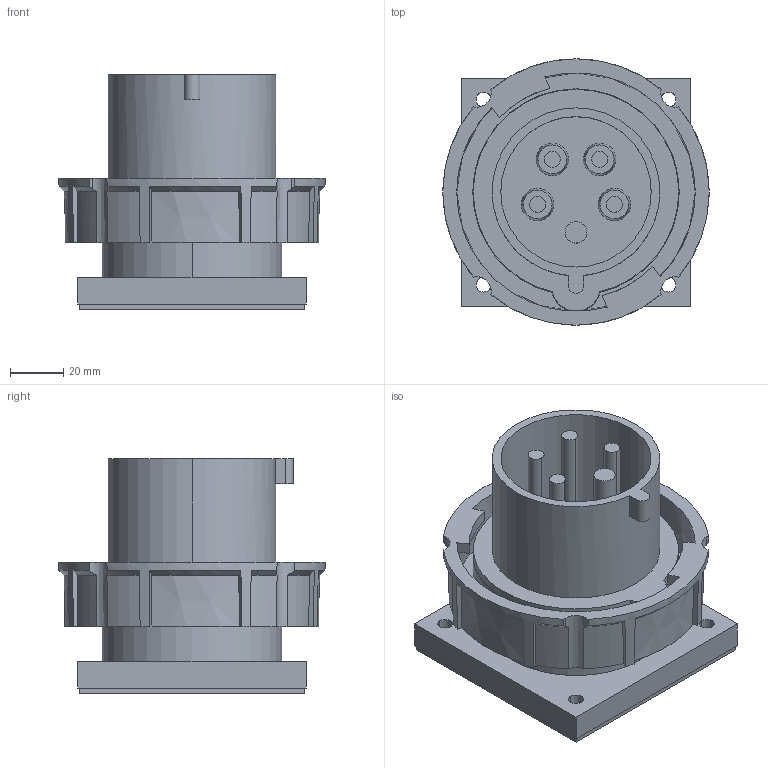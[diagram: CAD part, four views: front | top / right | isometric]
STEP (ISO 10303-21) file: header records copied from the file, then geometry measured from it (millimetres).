
FILE_DESCRIPTION (( 'STEP AP214' ), '1' );
FILE_NAME ('PSR32-032-5-0-67 Âèëêà âñòð. ÑÑÈ-3252 32À-6÷ 380Â 3P+PE+N IP67 IEK.STEP', '2025-12-10T11:29:18', ( '' ), ( '' ), 'SwSTEP 2.0', 'SolidWorks 2022', '' );
FILE_SCHEMA (( 'AUTOMOTIVE_DESIGN' ));
Length unit declared in the file: millimetre
Products named in the file (1): PSR32-032-5-0-67 Вилка встр. ССИ-3252 32А-6ч 380В 3P+PE+N IP67 IEK
Bounding box: 100 x 100 x 88.1 mm (x, y, z)
Volume: 202273.4 mm3; surface area: 98603.5 mm2
Topology: 3 solids, 3 shells, 596 faces, 1601 edges, 1055 vertices
Faces by surface type: plane 332, cylinder 133, cone 95, bspline 36
Entity records: 20310 total; most frequent: CARTESIAN_POINT 5574, ORIENTED_EDGE 3182, DIRECTION 2869, EDGE_CURVE 1591, VERTEX_POINT 1055, AXIS2_PLACEMENT_3D 985, VECTOR 899, LINE 899
